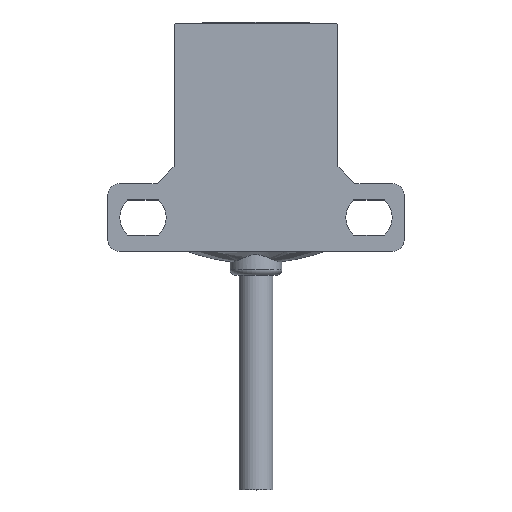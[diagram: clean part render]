
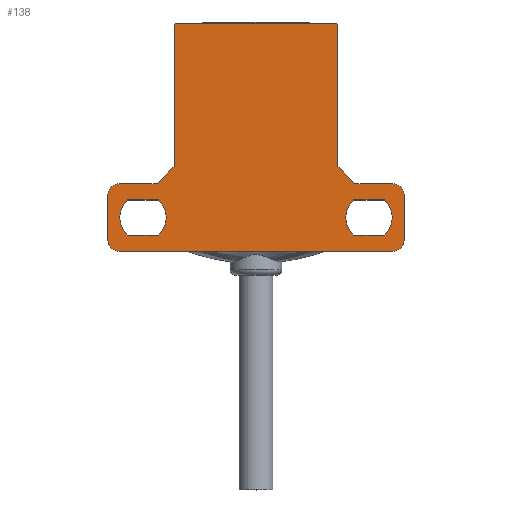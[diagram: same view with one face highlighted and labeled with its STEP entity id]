
A CAD part, top view. The second image highlights one B-rep face of the part: STEP entity #138.
In plain terms, the highlighted planar face has unit normal (0, 0, 1).
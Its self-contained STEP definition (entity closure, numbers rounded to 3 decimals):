
#76=CIRCLE('',#1535,1.);
#77=CIRCLE('',#1536,1.);
#78=CIRCLE('',#1537,1.);
#79=CIRCLE('',#1538,1.);
#80=CIRCLE('',#1539,0.3);
#81=CIRCLE('',#1540,0.3);
#82=CIRCLE('',#1541,2.05);
#83=CIRCLE('',#1542,2.05);
#84=CIRCLE('',#1543,2.05);
#85=CIRCLE('',#1544,2.05);
#114=FACE_BOUND('',#358,.T.);
#115=FACE_BOUND('',#359,.T.);
#116=FACE_BOUND('',#360,.T.);
#138=ADVANCED_FACE('',(#114,#115,#116),#221,.T.);
#221=PLANE('',#1545);
#358=EDGE_LOOP('',(#502,#503,#504,#505,#506,#507,#508,#509,#510,#511,#512,
#513,#514,#515,#516,#517));
#359=EDGE_LOOP('',(#518,#519,#520,#521));
#360=EDGE_LOOP('',(#522,#523,#524,#525));
#502=ORIENTED_EDGE('',*,*,#1047,.T.);
#503=ORIENTED_EDGE('',*,*,#1048,.T.);
#504=ORIENTED_EDGE('',*,*,#1049,.F.);
#505=ORIENTED_EDGE('',*,*,#1050,.F.);
#506=ORIENTED_EDGE('',*,*,#1051,.F.);
#507=ORIENTED_EDGE('',*,*,#1035,.F.);
#508=ORIENTED_EDGE('',*,*,#1052,.F.);
#509=ORIENTED_EDGE('',*,*,#1053,.F.);
#510=ORIENTED_EDGE('',*,*,#1054,.F.);
#511=ORIENTED_EDGE('',*,*,#1055,.F.);
#512=ORIENTED_EDGE('',*,*,#1056,.F.);
#513=ORIENTED_EDGE('',*,*,#1057,.F.);
#514=ORIENTED_EDGE('',*,*,#1058,.T.);
#515=ORIENTED_EDGE('',*,*,#1027,.F.);
#516=ORIENTED_EDGE('',*,*,#1059,.T.);
#517=ORIENTED_EDGE('',*,*,#1060,.T.);
#518=ORIENTED_EDGE('',*,*,#1061,.F.);
#519=ORIENTED_EDGE('',*,*,#1062,.T.);
#520=ORIENTED_EDGE('',*,*,#1063,.F.);
#521=ORIENTED_EDGE('',*,*,#1064,.T.);
#522=ORIENTED_EDGE('',*,*,#1065,.F.);
#523=ORIENTED_EDGE('',*,*,#1066,.T.);
#524=ORIENTED_EDGE('',*,*,#1067,.F.);
#525=ORIENTED_EDGE('',*,*,#1068,.T.);
#891=VERTEX_POINT('',#2102);
#892=VERTEX_POINT('',#2104);
#899=VERTEX_POINT('',#2119);
#900=VERTEX_POINT('',#2121);
#910=VERTEX_POINT('',#2178);
#911=VERTEX_POINT('',#2179);
#912=VERTEX_POINT('',#2181);
#913=VERTEX_POINT('',#2183);
#914=VERTEX_POINT('',#2185);
#915=VERTEX_POINT('',#2188);
#916=VERTEX_POINT('',#2190);
#917=VERTEX_POINT('',#2192);
#918=VERTEX_POINT('',#2194);
#919=VERTEX_POINT('',#2196);
#920=VERTEX_POINT('',#2198);
#921=VERTEX_POINT('',#2201);
#922=VERTEX_POINT('',#2204);
#923=VERTEX_POINT('',#2205);
#924=VERTEX_POINT('',#2207);
#925=VERTEX_POINT('',#2209);
#926=VERTEX_POINT('',#2212);
#927=VERTEX_POINT('',#2213);
#928=VERTEX_POINT('',#2215);
#929=VERTEX_POINT('',#2217);
#1027=EDGE_CURVE('',#891,#892,#1232,.T.);
#1035=EDGE_CURVE('',#899,#900,#1240,.T.);
#1047=EDGE_CURVE('',#910,#911,#1248,.T.);
#1048=EDGE_CURVE('',#911,#912,#1249,.T.);
#1049=EDGE_CURVE('',#913,#912,#76,.T.);
#1050=EDGE_CURVE('',#914,#913,#1250,.T.);
#1051=EDGE_CURVE('',#900,#914,#77,.T.);
#1052=EDGE_CURVE('',#915,#899,#78,.T.);
#1053=EDGE_CURVE('',#916,#915,#1251,.T.);
#1054=EDGE_CURVE('',#917,#916,#79,.T.);
#1055=EDGE_CURVE('',#918,#917,#1252,.T.);
#1056=EDGE_CURVE('',#919,#918,#1253,.T.);
#1057=EDGE_CURVE('',#920,#919,#1254,.T.);
#1058=EDGE_CURVE('',#920,#892,#80,.T.);
#1059=EDGE_CURVE('',#891,#921,#81,.T.);
#1060=EDGE_CURVE('',#921,#910,#1255,.T.);
#1061=EDGE_CURVE('',#922,#923,#1256,.T.);
#1062=EDGE_CURVE('',#922,#924,#82,.T.);
#1063=EDGE_CURVE('',#925,#924,#1257,.T.);
#1064=EDGE_CURVE('',#925,#923,#83,.T.);
#1065=EDGE_CURVE('',#926,#927,#1258,.T.);
#1066=EDGE_CURVE('',#926,#928,#84,.T.);
#1067=EDGE_CURVE('',#929,#928,#1259,.T.);
#1068=EDGE_CURVE('',#929,#927,#85,.T.);
#1232=LINE('',#2103,#1397);
#1240=LINE('',#2120,#1405);
#1248=LINE('',#2177,#1413);
#1249=LINE('',#2180,#1414);
#1250=LINE('',#2184,#1415);
#1251=LINE('',#2189,#1416);
#1252=LINE('',#2193,#1417);
#1253=LINE('',#2195,#1418);
#1254=LINE('',#2197,#1419);
#1255=LINE('',#2202,#1420);
#1256=LINE('',#2203,#1421);
#1257=LINE('',#2208,#1422);
#1258=LINE('',#2211,#1423);
#1259=LINE('',#2216,#1424);
#1397=VECTOR('',#1682,1.);
#1405=VECTOR('',#1692,1.);
#1413=VECTOR('',#1706,1.);
#1414=VECTOR('',#1707,1.);
#1415=VECTOR('',#1710,1.);
#1416=VECTOR('',#1715,1.);
#1417=VECTOR('',#1718,1.);
#1418=VECTOR('',#1719,1.);
#1419=VECTOR('',#1720,1.);
#1420=VECTOR('',#1725,1.);
#1421=VECTOR('',#1726,1.);
#1422=VECTOR('',#1729,1.);
#1423=VECTOR('',#1732,1.);
#1424=VECTOR('',#1735,1.);
#1535=AXIS2_PLACEMENT_3D('',#2182,#1708,#1709);
#1536=AXIS2_PLACEMENT_3D('',#2186,#1711,#1712);
#1537=AXIS2_PLACEMENT_3D('',#2187,#1713,#1714);
#1538=AXIS2_PLACEMENT_3D('',#2191,#1716,#1717);
#1539=AXIS2_PLACEMENT_3D('',#2199,#1721,#1722);
#1540=AXIS2_PLACEMENT_3D('',#2200,#1723,#1724);
#1541=AXIS2_PLACEMENT_3D('',#2206,#1727,#1728);
#1542=AXIS2_PLACEMENT_3D('',#2210,#1730,#1731);
#1543=AXIS2_PLACEMENT_3D('',#2214,#1733,#1734);
#1544=AXIS2_PLACEMENT_3D('',#2218,#1736,#1737);
#1545=AXIS2_PLACEMENT_3D('',#2219,#1738,#1739);
#1682=DIRECTION('',(1.,0.,0.));
#1692=DIRECTION('',(-1.,0.,0.));
#1706=DIRECTION('',(-0.707,-0.707,0.));
#1707=DIRECTION('',(-1.,0.,0.));
#1708=DIRECTION('',(0.,0.,-1.));
#1709=DIRECTION('',(1.,0.,0.));
#1710=DIRECTION('',(0.,1.,0.));
#1711=DIRECTION('',(0.,0.,-1.));
#1712=DIRECTION('',(1.,0.,0.));
#1713=DIRECTION('',(0.,0.,-1.));
#1714=DIRECTION('',(1.,0.,0.));
#1715=DIRECTION('',(0.,-1.,0.));
#1716=DIRECTION('',(0.,0.,-1.));
#1717=DIRECTION('',(1.,0.,0.));
#1718=DIRECTION('',(1.,0.,0.));
#1719=DIRECTION('',(0.707,-0.707,0.));
#1720=DIRECTION('',(0.,-1.,0.));
#1721=DIRECTION('',(0.,0.,1.));
#1722=DIRECTION('',(1.,0.,0.));
#1723=DIRECTION('',(0.,0.,1.));
#1724=DIRECTION('',(1.,0.,0.));
#1725=DIRECTION('',(0.,-1.,0.));
#1726=DIRECTION('',(1.,0.,0.));
#1727=DIRECTION('',(0.,0.,-1.));
#1728=DIRECTION('',(1.,0.,0.));
#1729=DIRECTION('',(-1.,0.,0.));
#1730=DIRECTION('',(0.,0.,-1.));
#1731=DIRECTION('',(1.,0.,0.));
#1732=DIRECTION('',(1.,0.,0.));
#1733=DIRECTION('',(0.,0.,-1.));
#1734=DIRECTION('',(1.,0.,0.));
#1735=DIRECTION('',(-1.,0.,0.));
#1736=DIRECTION('',(0.,0.,-1.));
#1737=DIRECTION('',(1.,0.,0.));
#1738=DIRECTION('',(0.,0.,1.));
#1739=DIRECTION('',(1.,0.,0.));
#2102=CARTESIAN_POINT('',(153.127,-17.334,112.));
#2103=CARTESIAN_POINT('',(-10.,-17.334,112.));
#2104=CARTESIAN_POINT('',(167.027,-17.334,112.));
#2119=CARTESIAN_POINT('',(172.177,-37.534,112.));
#2120=CARTESIAN_POINT('',(-10.,-37.534,112.));
#2121=CARTESIAN_POINT('',(147.977,-37.534,112.));
#2177=CARTESIAN_POINT('',(151.327,-31.534,112.));
#2178=CARTESIAN_POINT('',(152.827,-30.034,112.));
#2179=CARTESIAN_POINT('',(151.327,-31.534,112.));
#2180=CARTESIAN_POINT('',(-10.,-31.534,112.));
#2181=CARTESIAN_POINT('',(147.977,-31.534,112.));
#2182=CARTESIAN_POINT('',(147.977,-32.534,112.));
#2183=CARTESIAN_POINT('',(146.977,-32.534,112.));
#2184=CARTESIAN_POINT('',(146.977,-31.534,112.));
#2185=CARTESIAN_POINT('',(146.977,-36.534,112.));
#2186=CARTESIAN_POINT('',(147.977,-36.534,112.));
#2187=CARTESIAN_POINT('',(172.177,-36.534,112.));
#2188=CARTESIAN_POINT('',(173.177,-36.534,112.));
#2189=CARTESIAN_POINT('',(173.177,-37.534,112.));
#2190=CARTESIAN_POINT('',(173.177,-32.534,112.));
#2191=CARTESIAN_POINT('',(172.177,-32.534,112.));
#2192=CARTESIAN_POINT('',(172.177,-31.534,112.));
#2193=CARTESIAN_POINT('',(150.077,-31.534,112.));
#2194=CARTESIAN_POINT('',(168.827,-31.534,112.));
#2195=CARTESIAN_POINT('',(63.647,73.647,112.));
#2196=CARTESIAN_POINT('',(167.327,-30.034,112.));
#2197=CARTESIAN_POINT('',(167.327,0.,112.));
#2198=CARTESIAN_POINT('',(167.327,-17.634,112.));
#2199=CARTESIAN_POINT('',(167.027,-17.634,112.));
#2200=CARTESIAN_POINT('',(153.127,-17.634,112.));
#2201=CARTESIAN_POINT('',(152.827,-17.634,112.));
#2202=CARTESIAN_POINT('',(152.827,-17.334,112.));
#2203=CARTESIAN_POINT('',(-10.,-36.084,112.));
#2204=CARTESIAN_POINT('',(148.736,-36.084,112.));
#2205=CARTESIAN_POINT('',(151.419,-36.084,112.));
#2206=CARTESIAN_POINT('',(150.077,-34.534,112.));
#2207=CARTESIAN_POINT('',(148.736,-32.984,112.));
#2208=CARTESIAN_POINT('',(-10.,-32.984,112.));
#2209=CARTESIAN_POINT('',(151.419,-32.984,112.));
#2210=CARTESIAN_POINT('',(150.077,-34.534,112.));
#2211=CARTESIAN_POINT('',(-10.,-36.084,112.));
#2212=CARTESIAN_POINT('',(168.736,-36.084,112.));
#2213=CARTESIAN_POINT('',(171.419,-36.084,112.));
#2214=CARTESIAN_POINT('',(170.077,-34.534,112.));
#2215=CARTESIAN_POINT('',(168.736,-32.984,112.));
#2216=CARTESIAN_POINT('',(-10.,-32.984,112.));
#2217=CARTESIAN_POINT('',(171.419,-32.984,112.));
#2218=CARTESIAN_POINT('',(170.077,-34.534,112.));
#2219=CARTESIAN_POINT('',(-10.,0.,112.));
